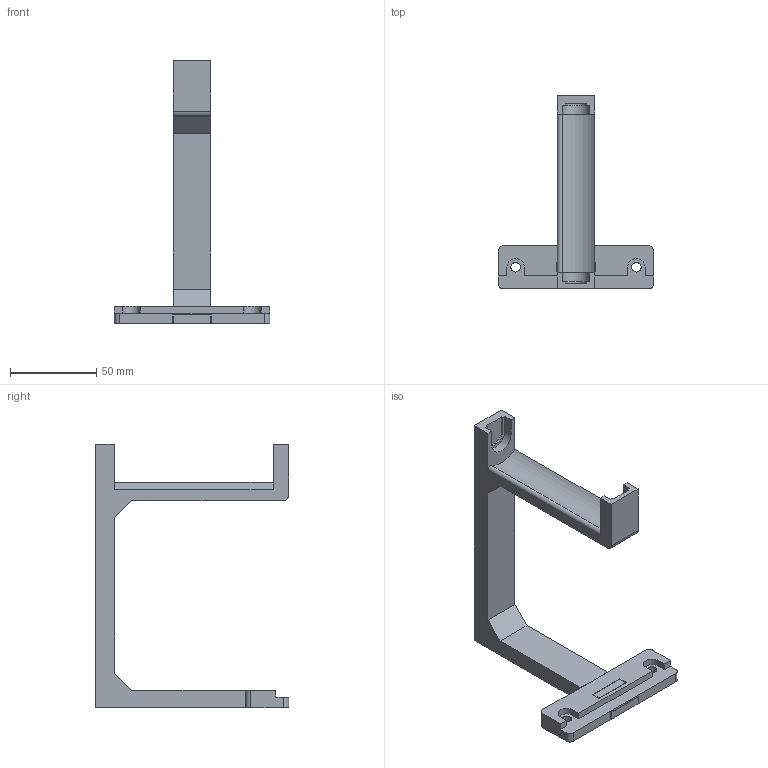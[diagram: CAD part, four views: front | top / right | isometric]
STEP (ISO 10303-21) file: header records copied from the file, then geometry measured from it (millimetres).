
FILE_DESCRIPTION(/* description */ (''),/* implementation_level */ '2;1');
FILE_NAME(/* name */ '02_21__XP__Spool_Holder_Body___V2.0.step',/* time_stamp */ '2025-04-03T11:32:38+02:00',/* author */ (''),/* organization */ (''),/* preprocessor_version */ 'ST-DEVELOPER v20.1',/* originating_system */ 'Autodesk Translation Framework v14.4.0.0',/* authorisation */ '');
FILE_SCHEMA (('AUTOMOTIVE_DESIGN { 1 0 10303 214 3 1 1 }'));
Length unit declared in the file: millimetre
Products named in the file (3): 02_21__XP__Spool_Holder_Body___V2.0; 02_21__XP__Spool_Holder_Body_A___V2.0; 02_21__XP__Spool_Holder_Body_B___V2.0
Assembly tree (2 placements, depth 2):
  02_21__XP__Spool_Holder_Body___V2.0
    02_21__XP__Spool_Holder_Body_A___V2.0
    02_21__XP__Spool_Holder_Body_B___V2.0
Bounding box: 90 x 112 x 152.5 mm (x, y, z)
Volume: 92458.9 mm3; surface area: 32175.1 mm2
Topology: 2 solids, 2 shells, 69 faces, 198 edges, 132 vertices
Faces by surface type: plane 54, cylinder 15
Full cylindrical faces by diameter (mm): 5.5 x2
Entity records: 2346 total; most frequent: CARTESIAN_POINT 404, ORIENTED_EDGE 396, DIRECTION 376, EDGE_CURVE 198, LINE 168, VECTOR 168, VERTEX_POINT 132, AXIS2_PLACEMENT_3D 104
